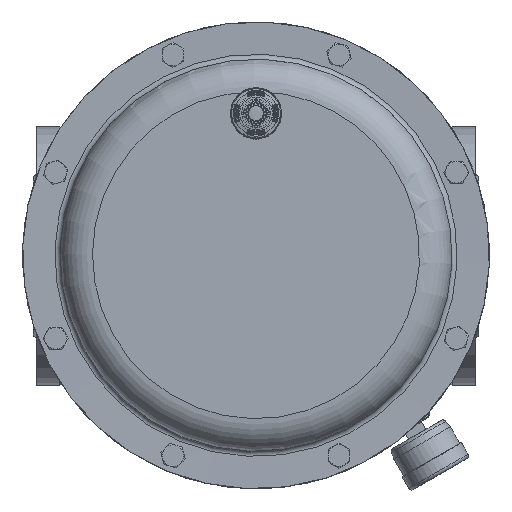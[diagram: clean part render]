
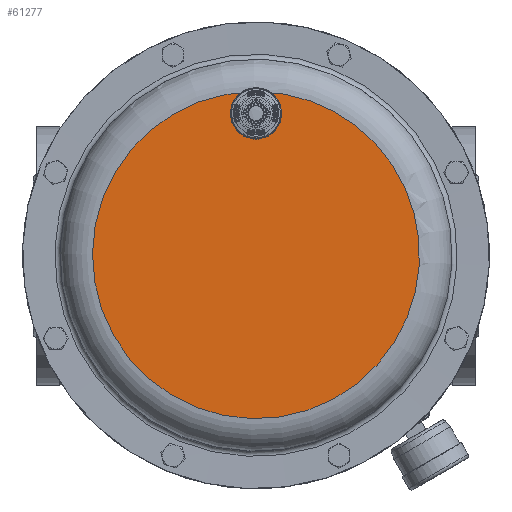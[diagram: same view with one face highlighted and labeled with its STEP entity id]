
A CAD part, top view. The second image highlights one B-rep face of the part: STEP entity #61277.
In plain terms, the highlighted planar face has unit normal (0, 0, 1).
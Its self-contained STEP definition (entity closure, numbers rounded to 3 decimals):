
#13160=FACE_OUTER_BOUND('',#16814,.T.);
#16814=EDGE_LOOP('',(#43524,#43525,#43526,#43527));
#20163=CIRCLE('',#65120,13.05);
#20199=CIRCLE('',#65163,98.);
#20201=CIRCLE('',#65165,98.);
#20401=CIRCLE('',#65446,13.05);
#23956=VERTEX_POINT('',#101799);
#23957=VERTEX_POINT('',#101807);
#24044=VERTEX_POINT('',#103332);
#24045=VERTEX_POINT('',#103334);
#30362=EDGE_CURVE('',#23956,#23957,#20163,.T.);
#30460=EDGE_CURVE('',#24044,#24045,#20199,.T.);
#30462=EDGE_CURVE('',#23956,#24044,#20201,.T.);
#30746=EDGE_CURVE('',#23957,#24045,#20401,.T.);
#43524=ORIENTED_EDGE('',*,*,#30462,.F.);
#43525=ORIENTED_EDGE('',*,*,#30362,.T.);
#43526=ORIENTED_EDGE('',*,*,#30746,.T.);
#43527=ORIENTED_EDGE('',*,*,#30460,.F.);
#55724=PLANE('',#65930);
#61277=ADVANCED_FACE('',(#13160),#55724,.F.);
#65120=AXIS2_PLACEMENT_3D('',#101814,#73480,#73481);
#65163=AXIS2_PLACEMENT_3D('',#103335,#73576,#73577);
#65165=AXIS2_PLACEMENT_3D('',#103337,#73580,#73581);
#65446=AXIS2_PLACEMENT_3D('',#103950,#74210,#74211);
#65930=AXIS2_PLACEMENT_3D('',#106081,#75418,#75419);
#73480=DIRECTION('center_axis',(0.,0.,
-1.));
#73481=DIRECTION('ref_axis',(-0.924,0.383,0.));
#73576=DIRECTION('center_axis',(0.,0.,
-1.));
#73577=DIRECTION('ref_axis',(-0.924,0.383,0.));
#73580=DIRECTION('center_axis',(0.,0.,
-1.));
#73581=DIRECTION('ref_axis',(-0.924,0.383,0.));
#74210=DIRECTION('center_axis',(0.,0.,
-1.));
#74211=DIRECTION('ref_axis',(-0.924,0.383,0.));
#75418=DIRECTION('center_axis',(0.,0.,
-1.));
#75419=DIRECTION('ref_axis',(-0.924,0.383,0.));
#101799=CARTESIAN_POINT('',(1.225,97.992,354.));
#101807=CARTESIAN_POINT('',(0.,71.95,354.));
#101814=CARTESIAN_POINT('Origin',(0.,85.,
354.));
#103332=CARTESIAN_POINT('',(90.54,-37.503,354.));
#103334=CARTESIAN_POINT('',(-1.225,97.992,354.));
#103335=CARTESIAN_POINT('Origin',(0.,0.,
354.));
#103337=CARTESIAN_POINT('Origin',(0.,0.,
354.));
#103950=CARTESIAN_POINT('Origin',(0.,85.,
354.));
#106081=CARTESIAN_POINT('Origin',(0.,0.,
354.));
